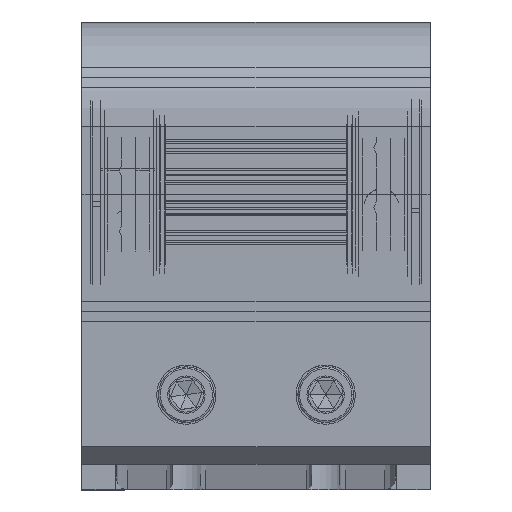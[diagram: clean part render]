
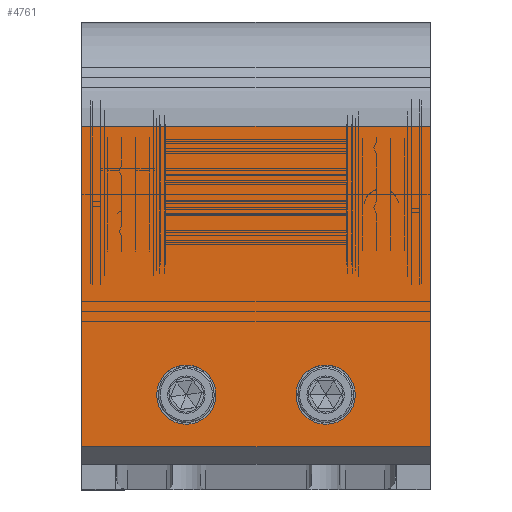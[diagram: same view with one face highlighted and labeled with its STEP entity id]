
A CAD part, top view. The second image highlights one B-rep face of the part: STEP entity #4761.
In plain terms, the highlighted planar face has unit normal (0, 0, 1).
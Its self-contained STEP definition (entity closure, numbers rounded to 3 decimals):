
#3140 = CIRCLE ( 'NONE', #153279, 8.5 ) ;
#4761 = ADVANCED_FACE ( 'NONE', ( #274053, #243436, #196250 ), #80702, .F. ) ;
#10135 = EDGE_CURVE ( 'NONE', #101352, #188485, #23343, .T. ) ;
#13107 = VECTOR ( 'NONE', #354109, 1000. ) ;
#13465 = EDGE_CURVE ( 'NONE', #236484, #126744, #150054, .T. ) ;
#14435 = EDGE_CURVE ( 'NONE', #188485, #308016, #303733, .T. ) ;
#19818 = EDGE_CURVE ( 'NONE', #256921, #128093, #3140, .T. ) ;
#23343 = LINE ( 'NONE', #243894, #13107 ) ;
#26213 = CARTESIAN_POINT ( 'NONE',  ( 180.158, 218.108, 657.202 ) ) ;
#30080 = VECTOR ( 'NONE', #274445, 1000. ) ;
#46514 = AXIS2_PLACEMENT_3D ( 'NONE', #355922, #350574, #213288 ) ;
#53474 = ORIENTED_EDGE ( 'NONE', *, *, #10135, .F. ) ;
#54448 = CARTESIAN_POINT ( 'NONE',  ( 201.658, 203.108, 657.202 ) ) ;
#54846 = CIRCLE ( 'NONE', #83749, 8.5 ) ;
#60191 = DIRECTION ( 'NONE',  ( 0., 0., 1. ) ) ;
#60249 = CARTESIAN_POINT ( 'NONE',  ( 171.658, 218.108, 657.202 ) ) ;
#61977 = CARTESIAN_POINT ( 'NONE',  ( 131.658, 218.108, 657.202 ) ) ;
#62849 = ORIENTED_EDGE ( 'NONE', *, *, #313962, .F. ) ;
#66153 = CARTESIAN_POINT ( 'NONE',  ( 101.658, 203.108, 657.202 ) ) ;
#80702 = PLANE ( 'NONE',  #302636 ) ;
#81536 = DIRECTION ( 'NONE',  ( -1., 0., 0. ) ) ;
#83749 = AXIS2_PLACEMENT_3D ( 'NONE', #60249, #226445, #255340 ) ;
#84489 = CARTESIAN_POINT ( 'NONE',  ( 171.658, 218.108, 657.202 ) ) ;
#93183 = DIRECTION ( 'NONE',  ( 0., -1., 0. ) ) ;
#95219 = CARTESIAN_POINT ( 'NONE',  ( 123.158, 218.108, 657.202 ) ) ;
#101352 = VERTEX_POINT ( 'NONE', #326201 ) ;
#117159 = EDGE_LOOP ( 'NONE', ( #138022, #285560, #53474, #300060 ) ) ;
#125052 = EDGE_CURVE ( 'NONE', #246934, #308016, #228748, .T. ) ;
#126744 = VERTEX_POINT ( 'NONE', #129695 ) ;
#128093 = VERTEX_POINT ( 'NONE', #157747 ) ;
#129695 = CARTESIAN_POINT ( 'NONE',  ( 140.158, 218.108, 657.202 ) ) ;
#133113 = EDGE_LOOP ( 'NONE', ( #141685, #233943 ) ) ;
#138022 = ORIENTED_EDGE ( 'NONE', *, *, #125052, .T. ) ;
#140442 = AXIS2_PLACEMENT_3D ( 'NONE', #61977, #60191, #284135 ) ;
#141685 = ORIENTED_EDGE ( 'NONE', *, *, #281534, .F. ) ;
#142418 = CARTESIAN_POINT ( 'NONE',  ( 201.658, 295.108, 657.202 ) ) ;
#150054 = CIRCLE ( 'NONE', #46514, 8.5 ) ;
#153279 = AXIS2_PLACEMENT_3D ( 'NONE', #84489, #245389, #220035 ) ;
#154005 = EDGE_CURVE ( 'NONE', #101352, #246934, #167788, .T. ) ;
#155422 = CARTESIAN_POINT ( 'NONE',  ( 201.658, 203.108, 657.202 ) ) ;
#155862 = CARTESIAN_POINT ( 'NONE',  ( 101.658, 203.108, 657.202 ) ) ;
#157747 = CARTESIAN_POINT ( 'NONE',  ( 163.158, 218.108, 657.202 ) ) ;
#163859 = DIRECTION ( 'NONE',  ( 0., 1., 0. ) ) ;
#167788 = LINE ( 'NONE', #142418, #30080 ) ;
#177375 = EDGE_LOOP ( 'NONE', ( #316884, #62849 ) ) ;
#188485 = VERTEX_POINT ( 'NONE', #155422 ) ;
#192715 = DIRECTION ( 'NONE',  ( 0., 0., -1. ) ) ;
#196250 = FACE_OUTER_BOUND ( 'NONE', #117159, .T. ) ;
#213288 = DIRECTION ( 'NONE',  ( 1., 0., 0. ) ) ;
#220035 = DIRECTION ( 'NONE',  ( 1., 0., 0. ) ) ;
#226005 = VECTOR ( 'NONE', #81536, 1000. ) ;
#226445 = DIRECTION ( 'NONE',  ( 0., 0., 1. ) ) ;
#228748 = LINE ( 'NONE', #66153, #310111 ) ;
#233943 = ORIENTED_EDGE ( 'NONE', *, *, #13465, .F. ) ;
#236484 = VERTEX_POINT ( 'NONE', #95219 ) ;
#243436 = FACE_BOUND ( 'NONE', #177375, .T. ) ;
#243894 = CARTESIAN_POINT ( 'NONE',  ( 201.658, 203.108, 657.202 ) ) ;
#245389 = DIRECTION ( 'NONE',  ( 0., 0., 1. ) ) ;
#246934 = VERTEX_POINT ( 'NONE', #305582 ) ;
#255340 = DIRECTION ( 'NONE',  ( 1., 0., 0. ) ) ;
#256921 = VERTEX_POINT ( 'NONE', #26213 ) ;
#274053 = FACE_BOUND ( 'NONE', #133113, .T. ) ;
#274445 = DIRECTION ( 'NONE',  ( -1., 0., 0. ) ) ;
#281534 = EDGE_CURVE ( 'NONE', #126744, #236484, #302193, .T. ) ;
#284135 = DIRECTION ( 'NONE',  ( 1., 0., 0. ) ) ;
#285560 = ORIENTED_EDGE ( 'NONE', *, *, #14435, .F. ) ;
#300060 = ORIENTED_EDGE ( 'NONE', *, *, #154005, .T. ) ;
#302193 = CIRCLE ( 'NONE', #140442, 8.5 ) ;
#302636 = AXIS2_PLACEMENT_3D ( 'NONE', #330116, #192715, #163859 ) ;
#303733 = LINE ( 'NONE', #54448, #226005 ) ;
#305582 = CARTESIAN_POINT ( 'NONE',  ( 101.658, 295.108, 657.202 ) ) ;
#308016 = VERTEX_POINT ( 'NONE', #155862 ) ;
#310111 = VECTOR ( 'NONE', #93183, 1000. ) ;
#313962 = EDGE_CURVE ( 'NONE', #128093, #256921, #54846, .T. ) ;
#316884 = ORIENTED_EDGE ( 'NONE', *, *, #19818, .F. ) ;
#326201 = CARTESIAN_POINT ( 'NONE',  ( 201.658, 295.108, 657.202 ) ) ;
#330116 = CARTESIAN_POINT ( 'NONE',  ( 201.658, 203.108, 657.202 ) ) ;
#350574 = DIRECTION ( 'NONE',  ( 0., 0., 1. ) ) ;
#354109 = DIRECTION ( 'NONE',  ( 0., -1., 0. ) ) ;
#355922 = CARTESIAN_POINT ( 'NONE',  ( 131.658, 218.108, 657.202 ) ) ;
